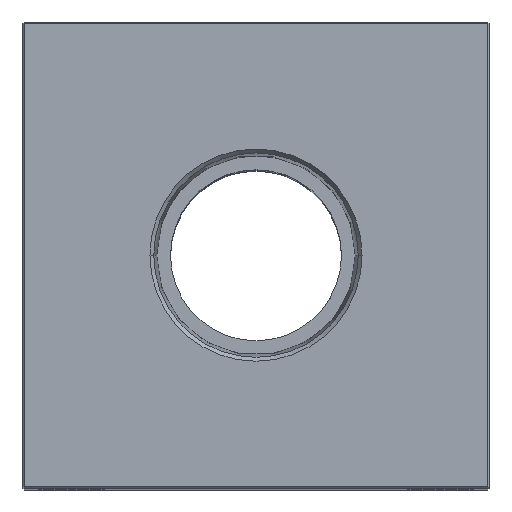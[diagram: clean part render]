
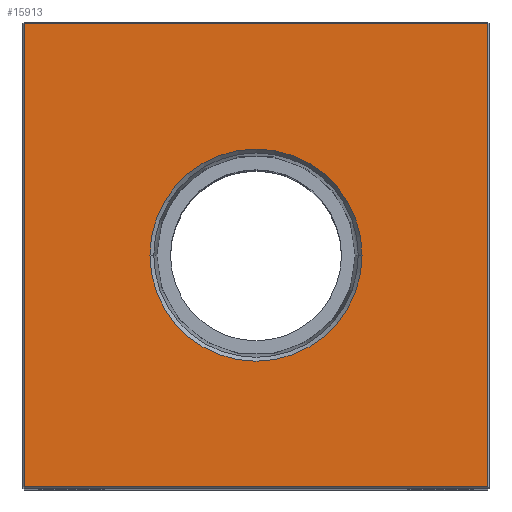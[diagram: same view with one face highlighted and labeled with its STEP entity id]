
A CAD part, top view. The second image highlights one B-rep face of the part: STEP entity #15913.
In plain terms, the highlighted planar face has unit normal (0, 0, 1).
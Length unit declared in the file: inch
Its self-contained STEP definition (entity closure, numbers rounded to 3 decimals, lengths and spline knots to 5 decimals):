
#473 = CARTESIAN_POINT ( 'NONE',  ( 1.49, 0., 6.25 ) ) ;
#592 = CARTESIAN_POINT ( 'NONE',  ( 1.49, -1.49, 6.25 ) ) ;
#1781 = DIRECTION ( 'NONE',  ( 0., 0., -1. ) ) ;
#1913 = DIRECTION ( 'NONE',  ( 1., 0., 0. ) ) ;
#2487 = LINE ( 'NONE', #4018, #5674 ) ;
#2684 = AXIS2_PLACEMENT_3D ( 'NONE', #22484, #8606, #10540 ) ;
#2778 = VECTOR ( 'NONE', #18837, 39.37008 ) ;
#3162 = LINE ( 'NONE', #473, #2778 ) ;
#3446 = EDGE_LOOP ( 'NONE', ( #11228, #22904 ) ) ;
#4018 = CARTESIAN_POINT ( 'NONE',  ( -1.49, 0., 6.25 ) ) ;
#4808 = ORIENTED_EDGE ( 'NONE', *, *, #18724, .T. ) ;
#5112 = VERTEX_POINT ( 'NONE', #9989 ) ;
#5238 = VECTOR ( 'NONE', #21170, 39.37008 ) ;
#5532 = CARTESIAN_POINT ( 'NONE',  ( 0., 0., 6.25 ) ) ;
#5674 = VECTOR ( 'NONE', #10370, 39.37008 ) ;
#6356 = CARTESIAN_POINT ( 'NONE',  ( -1.49, 1.49, 6.25 ) ) ;
#7862 = FACE_BOUND ( 'NONE', #3446, .T. ) ;
#8292 = CARTESIAN_POINT ( 'NONE',  ( 1.49, 1.49, 6.25 ) ) ;
#8443 = CIRCLE ( 'NONE', #16319, 0.68248 ) ;
#8512 = CARTESIAN_POINT ( 'NONE',  ( -1.49, -1.49, 6.25 ) ) ;
#8606 = DIRECTION ( 'NONE',  ( 0., 0., 1. ) ) ;
#9261 = CARTESIAN_POINT ( 'NONE',  ( 0., -1.49, 6.25 ) ) ;
#9681 = DIRECTION ( 'NONE',  ( -1., 0., 0. ) ) ;
#9989 = CARTESIAN_POINT ( 'NONE',  ( 0.68248, 0., 6.25 ) ) ;
#10370 = DIRECTION ( 'NONE',  ( 0., -1., 0. ) ) ;
#10540 = DIRECTION ( 'NONE',  ( 1., 0., 0. ) ) ;
#10935 = CIRCLE ( 'NONE', #2684, 0.68248 ) ;
#11005 = VECTOR ( 'NONE', #22901, 39.37008 ) ;
#11165 = VERTEX_POINT ( 'NONE', #592 ) ;
#11228 = ORIENTED_EDGE ( 'NONE', *, *, #20970, .F. ) ;
#11590 = VERTEX_POINT ( 'NONE', #8292 ) ;
#11634 = EDGE_CURVE ( 'NONE', #22972, #23743, #2487, .T. ) ;
#11681 = LINE ( 'NONE', #19729, #5238 ) ;
#13227 = ORIENTED_EDGE ( 'NONE', *, *, #13266, .T. ) ;
#13266 = EDGE_CURVE ( 'NONE', #23743, #11165, #14844, .T. ) ;
#14844 = LINE ( 'NONE', #9261, #11005 ) ;
#15336 = CARTESIAN_POINT ( 'NONE',  ( -0.68248, 0., 6.25 ) ) ;
#15913 = ADVANCED_FACE ( 'NONE', ( #17836, #7862 ), #19544, .F. ) ;
#16319 = AXIS2_PLACEMENT_3D ( 'NONE', #17833, #19673, #1913 ) ;
#16774 = AXIS2_PLACEMENT_3D ( 'NONE', #5532, #1781, #9681 ) ;
#17833 = CARTESIAN_POINT ( 'NONE',  ( 0., 0., 6.25 ) ) ;
#17836 = FACE_OUTER_BOUND ( 'NONE', #18909, .T. ) ;
#18724 = EDGE_CURVE ( 'NONE', #11165, #11590, #3162, .T. ) ;
#18837 = DIRECTION ( 'NONE',  ( 0., 1., 0. ) ) ;
#18858 = EDGE_CURVE ( 'NONE', #11590, #22972, #11681, .T. ) ;
#18909 = EDGE_LOOP ( 'NONE', ( #23961, #13227, #4808, #22605 ) ) ;
#19544 = PLANE ( 'NONE',  #16774 ) ;
#19673 = DIRECTION ( 'NONE',  ( 0., 0., 1. ) ) ;
#19729 = CARTESIAN_POINT ( 'NONE',  ( 0., 1.49, 6.25 ) ) ;
#20068 = VERTEX_POINT ( 'NONE', #15336 ) ;
#20970 = EDGE_CURVE ( 'NONE', #5112, #20068, #10935, .T. ) ;
#21170 = DIRECTION ( 'NONE',  ( -1., 0., 0. ) ) ;
#22484 = CARTESIAN_POINT ( 'NONE',  ( 0., 0., 6.25 ) ) ;
#22605 = ORIENTED_EDGE ( 'NONE', *, *, #18858, .T. ) ;
#22901 = DIRECTION ( 'NONE',  ( 1., 0., 0. ) ) ;
#22904 = ORIENTED_EDGE ( 'NONE', *, *, #24558, .F. ) ;
#22972 = VERTEX_POINT ( 'NONE', #6356 ) ;
#23743 = VERTEX_POINT ( 'NONE', #8512 ) ;
#23961 = ORIENTED_EDGE ( 'NONE', *, *, #11634, .T. ) ;
#24558 = EDGE_CURVE ( 'NONE', #20068, #5112, #8443, .T. ) ;
